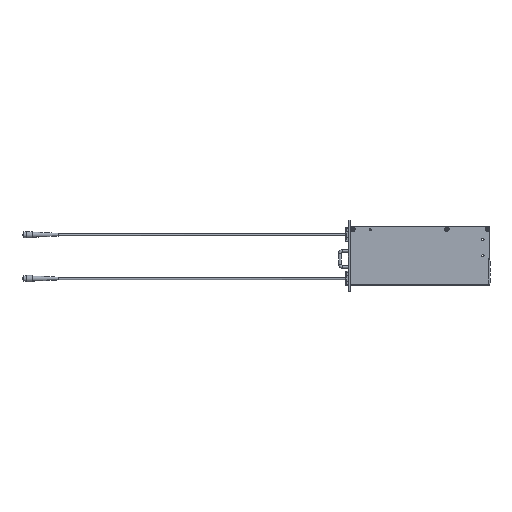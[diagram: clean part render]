
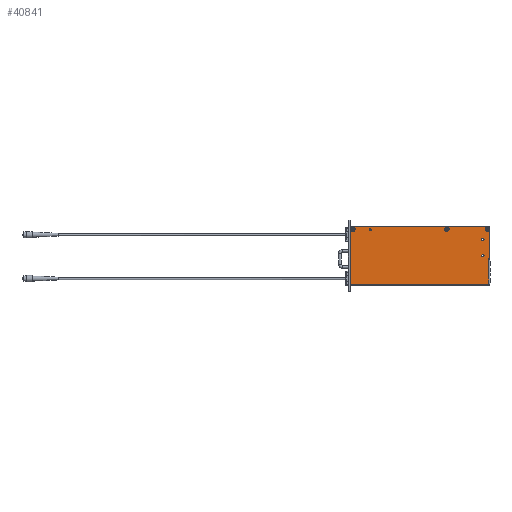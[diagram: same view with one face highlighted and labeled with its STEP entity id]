
A CAD part, top view. The second image highlights one B-rep face of the part: STEP entity #40841.
In plain terms, the highlighted planar face has unit normal (0, 0, 1).
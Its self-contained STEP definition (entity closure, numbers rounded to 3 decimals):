
#3503=LINE('',#62014,#6859);
#3515=LINE('',#62103,#6871);
#3519=LINE('',#62109,#6875);
#3520=LINE('',#62112,#6876);
#3522=LINE('',#62118,#6878);
#3528=LINE('',#62130,#6884);
#3541=LINE('',#62163,#6897);
#3542=LINE('',#62184,#6898);
#3543=LINE('',#62185,#6899);
#3544=LINE('',#62187,#6900);
#3545=LINE('',#62188,#6901);
#6859=VECTOR('',#49462,10.);
#6871=VECTOR('',#49562,10.);
#6875=VECTOR('',#49568,10.);
#6876=VECTOR('',#49571,10.);
#6878=VECTOR('',#49577,10.);
#6884=VECTOR('',#49591,10.);
#6897=VECTOR('',#49624,10.);
#6898=VECTOR('',#49651,10.);
#6899=VECTOR('',#49652,10.);
#6900=VECTOR('',#49653,0.54);
#6901=VECTOR('',#49654,10.);
#9344=FACE_BOUND('',#13461,.T.);
#9345=FACE_BOUND('',#13462,.T.);
#9346=FACE_BOUND('',#13463,.T.);
#9347=FACE_BOUND('',#13464,.T.);
#9348=FACE_BOUND('',#13465,.T.);
#9349=FACE_BOUND('',#13466,.T.);
#10715=FACE_OUTER_BOUND('',#13460,.T.);
#13460=EDGE_LOOP('',(#30092,#30093,#30094,#30095,#30096,#30097,#30098,#30099,
#30100,#30101,#30102));
#13461=EDGE_LOOP('',(#30103));
#13462=EDGE_LOOP('',(#30104));
#13463=EDGE_LOOP('',(#30105));
#13464=EDGE_LOOP('',(#30106));
#13465=EDGE_LOOP('',(#30107));
#13466=EDGE_LOOP('',(#30108));
#15742=CIRCLE('',#43834,3.45);
#15744=CIRCLE('',#43838,3.45);
#15746=CIRCLE('',#43842,3.45);
#15761=CIRCLE('',#43879,1.75);
#15763=CIRCLE('',#43883,1.75);
#15765=CIRCLE('',#43887,1.75);
#18267=VERTEX_POINT('',#62011);
#18268=VERTEX_POINT('',#62013);
#18287=VERTEX_POINT('',#62062);
#18289=VERTEX_POINT('',#62068);
#18291=VERTEX_POINT('',#62074);
#18300=VERTEX_POINT('',#62101);
#18301=VERTEX_POINT('',#62102);
#18302=VERTEX_POINT('',#62107);
#18303=VERTEX_POINT('',#62111);
#18304=VERTEX_POINT('',#62115);
#18305=VERTEX_POINT('',#62117);
#18307=VERTEX_POINT('',#62128);
#18318=VERTEX_POINT('',#62165);
#18320=VERTEX_POINT('',#62171);
#18322=VERTEX_POINT('',#62177);
#18324=VERTEX_POINT('',#62183);
#18325=VERTEX_POINT('',#62186);
#22643=EDGE_CURVE('',#18267,#18268,#3503,.T.);
#22667=EDGE_CURVE('',#18287,#18287,#15742,.T.);
#22669=EDGE_CURVE('',#18289,#18289,#15744,.T.);
#22671=EDGE_CURVE('',#18291,#18291,#15746,.T.);
#22680=EDGE_CURVE('',#18300,#18301,#3515,.T.);
#22684=EDGE_CURVE('',#18302,#18300,#3519,.T.);
#22685=EDGE_CURVE('',#18301,#18303,#3520,.T.);
#22688=EDGE_CURVE('',#18305,#18304,#3522,.T.);
#22695=EDGE_CURVE('',#18304,#18307,#3528,.T.);
#22712=EDGE_CURVE('',#18307,#18302,#3541,.T.);
#22713=EDGE_CURVE('',#18318,#18318,#15761,.T.);
#22715=EDGE_CURVE('',#18320,#18320,#15763,.T.);
#22717=EDGE_CURVE('',#18322,#18322,#15765,.T.);
#22719=EDGE_CURVE('',#18324,#18267,#3542,.T.);
#22720=EDGE_CURVE('',#18305,#18324,#3543,.T.);
#22721=EDGE_CURVE('',#18325,#18303,#3544,.T.);
#22722=EDGE_CURVE('',#18268,#18325,#3545,.T.);
#30092=ORIENTED_EDGE('',*,*,#22719,.F.);
#30093=ORIENTED_EDGE('',*,*,#22720,.F.);
#30094=ORIENTED_EDGE('',*,*,#22688,.T.);
#30095=ORIENTED_EDGE('',*,*,#22695,.T.);
#30096=ORIENTED_EDGE('',*,*,#22712,.T.);
#30097=ORIENTED_EDGE('',*,*,#22684,.T.);
#30098=ORIENTED_EDGE('',*,*,#22680,.T.);
#30099=ORIENTED_EDGE('',*,*,#22685,.T.);
#30100=ORIENTED_EDGE('',*,*,#22721,.F.);
#30101=ORIENTED_EDGE('',*,*,#22722,.F.);
#30102=ORIENTED_EDGE('',*,*,#22643,.F.);
#30103=ORIENTED_EDGE('',*,*,#22671,.T.);
#30104=ORIENTED_EDGE('',*,*,#22669,.T.);
#30105=ORIENTED_EDGE('',*,*,#22667,.T.);
#30106=ORIENTED_EDGE('',*,*,#22713,.T.);
#30107=ORIENTED_EDGE('',*,*,#22715,.T.);
#30108=ORIENTED_EDGE('',*,*,#22717,.T.);
#37075=PLANE('',#43890);
#40841=ADVANCED_FACE('',(#10715,#9344,#9345,#9346,#9347,#9348,#9349),#37075,
 .T.);
#43834=AXIS2_PLACEMENT_3D('',#62063,#49510,#49511);
#43838=AXIS2_PLACEMENT_3D('',#62069,#49518,#49519);
#43842=AXIS2_PLACEMENT_3D('',#62075,#49526,#49527);
#43879=AXIS2_PLACEMENT_3D('',#62166,#49627,#49628);
#43883=AXIS2_PLACEMENT_3D('',#62172,#49635,#49636);
#43887=AXIS2_PLACEMENT_3D('',#62178,#49643,#49644);
#43890=AXIS2_PLACEMENT_3D('',#62182,#49649,#49650);
#49462=DIRECTION('',(1.,0.,0.));
#49510=DIRECTION('center_axis',(0.,0.,
-1.));
#49511=DIRECTION('ref_axis',(1.,0.,0.));
#49518=DIRECTION('center_axis',(0.,0.,
-1.));
#49519=DIRECTION('ref_axis',(1.,0.,0.));
#49526=DIRECTION('center_axis',(0.,0.,
-1.));
#49527=DIRECTION('ref_axis',(1.,0.,0.));
#49562=DIRECTION('',(0.,1.,0.));
#49568=DIRECTION('',(-1.,0.,0.));
#49571=DIRECTION('',(1.,0.,0.));
#49577=DIRECTION('',(1.,0.,0.));
#49591=DIRECTION('',(0.,1.,0.));
#49624=DIRECTION('',(0.,1.,0.));
#49627=DIRECTION('center_axis',(0.,0.,
-1.));
#49628=DIRECTION('ref_axis',(1.,0.,0.));
#49635=DIRECTION('center_axis',(0.,0.,
-1.));
#49636=DIRECTION('ref_axis',(1.,0.,0.));
#49643=DIRECTION('center_axis',(0.,0.,
-1.));
#49644=DIRECTION('ref_axis',(1.,0.,0.));
#49649=DIRECTION('center_axis',(0.,0.,
1.));
#49650=DIRECTION('ref_axis',(1.,0.,0.));
#49651=DIRECTION('',(0.707,0.707,0.));
#49652=DIRECTION('',(0.,1.,0.));
#49653=DIRECTION('',(0.,-1.,0.));
#49654=DIRECTION('',(0.707,-0.707,0.));
#62011=CARTESIAN_POINT('',(-116.,44.661,21.1));
#62013=CARTESIAN_POINT('',(98.5,44.661,21.1));
#62014=CARTESIAN_POINT('',(-117.,44.661,21.1));
#62062=CARTESIAN_POINT('',(99.45,40.861,21.1));
#62063=CARTESIAN_POINT('Origin',(96.,40.861,21.1));
#62068=CARTESIAN_POINT('',(36.45,40.861,21.1));
#62069=CARTESIAN_POINT('Origin',(33.,40.861,21.1));
#62074=CARTESIAN_POINT('',(-109.05,40.861,21.1));
#62075=CARTESIAN_POINT('Origin',(-112.5,40.861,21.1));
#62101=CARTESIAN_POINT('',(97.9,-6.339,21.1));
#62102=CARTESIAN_POINT('',(97.9,-5.339,21.1));
#62103=CARTESIAN_POINT('',(97.9,-3.526,21.1));
#62107=CARTESIAN_POINT('',(98.4,-6.339,21.1));
#62109=CARTESIAN_POINT('',(45.375,-6.339,21.1));
#62111=CARTESIAN_POINT('',(99.5,-5.339,21.1));
#62112=CARTESIAN_POINT('',(44.575,-5.339,21.1));
#62115=CARTESIAN_POINT('',(98.4,-45.239,21.1));
#62117=CARTESIAN_POINT('',(-117.,-45.239,21.1));
#62118=CARTESIAN_POINT('',(-8.75,-45.239,21.1));
#62128=CARTESIAN_POINT('',(98.4,-44.339,21.1));
#62130=CARTESIAN_POINT('',(98.4,-22.976,21.1));
#62163=CARTESIAN_POINT('',(98.4,-22.976,21.1));
#62165=CARTESIAN_POINT('',(-84.25,39.861,21.1));
#62166=CARTESIAN_POINT('Origin',(-86.,39.861,21.1));
#62171=CARTESIAN_POINT('',(90.75,24.861,21.1));
#62172=CARTESIAN_POINT('Origin',(89.,24.861,21.1));
#62177=CARTESIAN_POINT('',(90.75,-0.139,21.1));
#62178=CARTESIAN_POINT('Origin',(89.,-0.139,21.1));
#62182=CARTESIAN_POINT('Origin',(-8.75,-0.713,21.1));
#62183=CARTESIAN_POINT('',(-117.,43.661,21.1));
#62184=CARTESIAN_POINT('',(-100.781,59.88,21.1));
#62185=CARTESIAN_POINT('',(-117.,-45.239,21.1));
#62186=CARTESIAN_POINT('',(99.5,43.661,21.1));
#62187=CARTESIAN_POINT('',(99.5,-46.935,21.1));
#62188=CARTESIAN_POINT('',(83.281,59.88,21.1));
